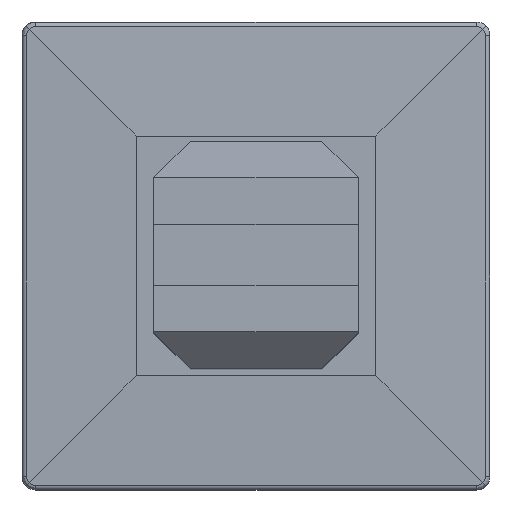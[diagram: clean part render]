
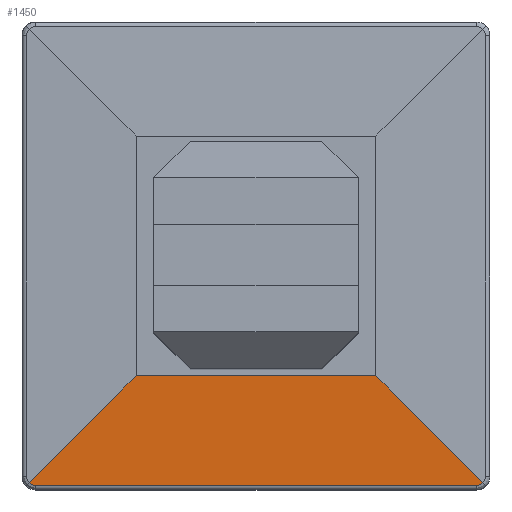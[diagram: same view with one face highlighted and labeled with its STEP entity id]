
A CAD part, top view. The second image highlights one B-rep face of the part: STEP entity #1450.
In plain terms, the highlighted planar face has unit normal (0, -0.04, 0.999).
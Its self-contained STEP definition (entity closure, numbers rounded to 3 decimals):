
#253=DIRECTION('',(1.,0.,0.));
#254=VECTOR('',#253,52.8);
#255=CARTESIAN_POINT('',(-26.4,-26.4,10.));
#256=LINE('',#255,#254);
#285=CARTESIAN_POINT('',(48.5,-50.54,9.038));
#286=CARTESIAN_POINT('',(48.589,-50.54,9.038));
#287=CARTESIAN_POINT('',(48.766,-50.528,9.039));
#288=CARTESIAN_POINT('',(49.028,-50.475,9.041));
#289=CARTESIAN_POINT('',(49.281,-50.388,9.044));
#290=CARTESIAN_POINT('',(49.519,-50.268,9.049));
#291=CARTESIAN_POINT('',(49.74,-50.117,9.055));
#292=CARTESIAN_POINT('',(49.872,-49.998,9.06));
#293=CARTESIAN_POINT('',(49.934,-49.934,9.062));
#295=DIRECTION('',(1.,0.,0.));
#296=VECTOR('',#295,97.);
#297=CARTESIAN_POINT('',(-48.5,-50.54,9.038));
#298=LINE('',#297,#296);
#299=CARTESIAN_POINT('',(-49.934,-49.934,9.062));
#300=CARTESIAN_POINT('',(-49.872,-49.998,9.06));
#301=CARTESIAN_POINT('',(-49.74,-50.116,9.055));
#302=CARTESIAN_POINT('',(-49.52,-50.267,9.049));
#303=CARTESIAN_POINT('',(-49.281,-50.387,9.044));
#304=CARTESIAN_POINT('',(-49.029,-50.475,9.041));
#305=CARTESIAN_POINT('',(-48.767,-50.528,9.039));
#306=CARTESIAN_POINT('',(-48.59,-50.54,9.038));
#307=CARTESIAN_POINT('',(-48.5,-50.54,9.038));
#309=DIRECTION('',(-0.707,0.707,0.028));
#310=VECTOR('',#309,33.295);
#311=CARTESIAN_POINT('',(49.934,-49.934,9.062));
#312=LINE('',#311,#310);
#490=DIRECTION('',(0.707,0.707,0.028));
#491=VECTOR('',#490,33.295);
#492=CARTESIAN_POINT('',(-49.934,-49.934,9.062));
#493=LINE('',#492,#491);
#502=CARTESIAN_POINT('',(-49.934,-49.934,9.062));
#919=CARTESIAN_POINT('',(-26.4,-26.4,10.));
#920=CARTESIAN_POINT('',(26.4,-26.4,10.));
#921=VERTEX_POINT('',#919);
#922=VERTEX_POINT('',#920);
#1040=VERTEX_POINT('',#502);
#1043=VERTEX_POINT('',#285);
#1044=VERTEX_POINT('',#293);
#1045=CARTESIAN_POINT('',(-48.5,-50.54,9.038));
#1046=VERTEX_POINT('',#1045);
#1432=CARTESIAN_POINT('',(0.,-38.95,9.5));
#1433=DIRECTION('',(0.,-0.04,0.999));
#1434=DIRECTION('',(0.,-0.999,-0.04));
#1435=AXIS2_PLACEMENT_3D('',#1432,#1433,#1434);
#1436=PLANE('',#1435);
#1438=ORIENTED_EDGE('',*,*,#1437,.F.);
#1440=ORIENTED_EDGE('',*,*,#1439,.F.);
#1442=ORIENTED_EDGE('',*,*,#1441,.F.);
#1444=ORIENTED_EDGE('',*,*,#1443,.T.);
#1445=ORIENTED_EDGE('',*,*,#1409,.T.);
#1447=ORIENTED_EDGE('',*,*,#1446,.F.);
#1448=EDGE_LOOP('',(#1438,#1440,#1442,#1444,#1445,#1447));
#1449=FACE_OUTER_BOUND('',#1448,.F.);
#294=B_SPLINE_CURVE_WITH_KNOTS('',3,(#285,#286,#287,#288,#289,#290,#291,#292,
#293),.UNSPECIFIED.,.F.,.F.,(4,1,1,1,1,1,4),(0.,0.167,
0.333,0.5,0.667,0.833,1.),
.UNSPECIFIED.);
#308=B_SPLINE_CURVE_WITH_KNOTS('',3,(#299,#300,#301,#302,#303,#304,#305,#306,
#307),.UNSPECIFIED.,.F.,.F.,(4,1,1,1,1,1,4),(0.,0.167,
0.333,0.5,0.667,0.833,1.),
.UNSPECIFIED.);
#1409=EDGE_CURVE('',#921,#922,#256,.T.);
#1437=EDGE_CURVE('',#1043,#1044,#294,.T.);
#1439=EDGE_CURVE('',#1046,#1043,#298,.T.);
#1441=EDGE_CURVE('',#1040,#1046,#308,.T.);
#1443=EDGE_CURVE('',#1040,#921,#493,.T.);
#1446=EDGE_CURVE('',#1044,#922,#312,.T.);
#1450=ADVANCED_FACE('',(#1449),#1436,.T.);
